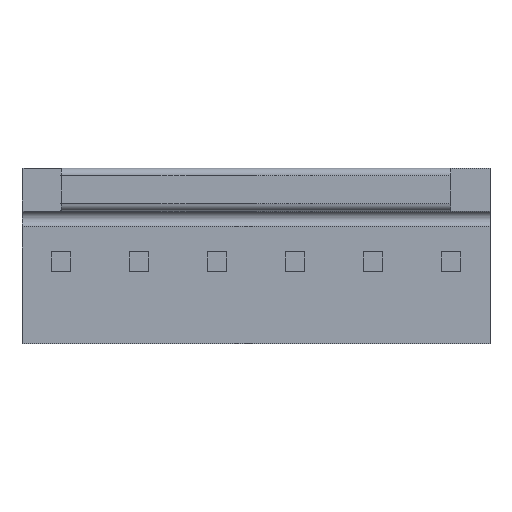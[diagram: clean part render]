
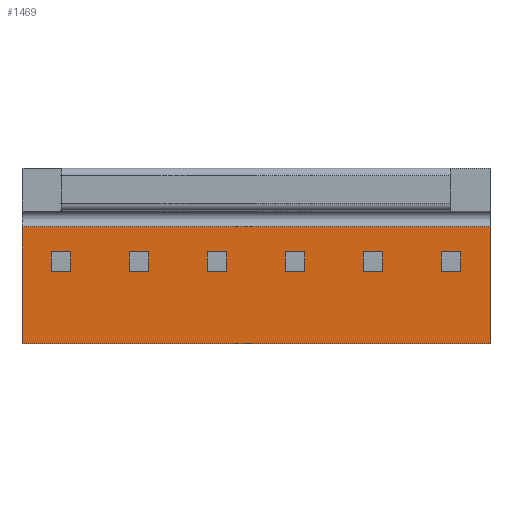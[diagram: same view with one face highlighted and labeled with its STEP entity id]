
A CAD part, top view. The second image highlights one B-rep face of the part: STEP entity #1469.
In plain terms, the highlighted planar face has unit normal (0, 0, 1).
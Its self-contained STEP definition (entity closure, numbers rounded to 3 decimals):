
#143=DIRECTION('',(0.,-1.,0.));
#144=VECTOR('',#143,3.81);
#145=CARTESIAN_POINT('',(-7.62,1.143,0.));
#146=LINE('',#145,#144);
#321=DIRECTION('',(1.,0.,0.));
#322=VECTOR('',#321,15.24);
#323=CARTESIAN_POINT('',(-7.62,-2.667,0.));
#324=LINE('',#323,#322);
#325=DIRECTION('',(1.,0.,0.));
#326=VECTOR('',#325,15.24);
#327=CARTESIAN_POINT('',(-7.62,1.143,0.));
#328=LINE('',#327,#326);
#329=DIRECTION('',(1.,0.,0.));
#330=VECTOR('',#329,0.622);
#331=CARTESIAN_POINT('',(6.039,0.311,0.));
#332=LINE('',#331,#330);
#333=DIRECTION('',(0.,-1.,0.));
#334=VECTOR('',#333,0.622);
#335=CARTESIAN_POINT('',(6.039,0.311,0.));
#336=LINE('',#335,#334);
#337=DIRECTION('',(1.,0.,0.));
#338=VECTOR('',#337,0.622);
#339=CARTESIAN_POINT('',(6.039,-0.311,0.));
#340=LINE('',#339,#338);
#341=DIRECTION('',(0.,-1.,0.));
#342=VECTOR('',#341,0.622);
#343=CARTESIAN_POINT('',(6.661,0.311,0.));
#344=LINE('',#343,#342);
#345=DIRECTION('',(1.,0.,0.));
#346=VECTOR('',#345,0.622);
#347=CARTESIAN_POINT('',(3.499,0.311,0.));
#348=LINE('',#347,#346);
#349=DIRECTION('',(0.,-1.,0.));
#350=VECTOR('',#349,0.622);
#351=CARTESIAN_POINT('',(3.499,0.311,0.));
#352=LINE('',#351,#350);
#353=DIRECTION('',(1.,0.,0.));
#354=VECTOR('',#353,0.622);
#355=CARTESIAN_POINT('',(3.499,-0.311,0.));
#356=LINE('',#355,#354);
#357=DIRECTION('',(0.,-1.,0.));
#358=VECTOR('',#357,0.622);
#359=CARTESIAN_POINT('',(4.121,0.311,0.));
#360=LINE('',#359,#358);
#361=DIRECTION('',(1.,0.,0.));
#362=VECTOR('',#361,0.622);
#363=CARTESIAN_POINT('',(0.959,0.311,0.));
#364=LINE('',#363,#362);
#365=DIRECTION('',(0.,-1.,0.));
#366=VECTOR('',#365,0.622);
#367=CARTESIAN_POINT('',(0.959,0.311,0.));
#368=LINE('',#367,#366);
#369=DIRECTION('',(1.,0.,0.));
#370=VECTOR('',#369,0.622);
#371=CARTESIAN_POINT('',(0.959,-0.311,0.));
#372=LINE('',#371,#370);
#373=DIRECTION('',(0.,-1.,0.));
#374=VECTOR('',#373,0.622);
#375=CARTESIAN_POINT('',(1.581,0.311,0.));
#376=LINE('',#375,#374);
#377=DIRECTION('',(1.,0.,0.));
#378=VECTOR('',#377,0.622);
#379=CARTESIAN_POINT('',(-1.581,0.311,0.));
#380=LINE('',#379,#378);
#381=DIRECTION('',(0.,-1.,0.));
#382=VECTOR('',#381,0.622);
#383=CARTESIAN_POINT('',(-1.581,0.311,0.));
#384=LINE('',#383,#382);
#385=DIRECTION('',(1.,0.,0.));
#386=VECTOR('',#385,0.622);
#387=CARTESIAN_POINT('',(-1.581,-0.311,0.));
#388=LINE('',#387,#386);
#389=DIRECTION('',(0.,-1.,0.));
#390=VECTOR('',#389,0.622);
#391=CARTESIAN_POINT('',(-0.959,0.311,0.));
#392=LINE('',#391,#390);
#393=DIRECTION('',(1.,0.,0.));
#394=VECTOR('',#393,0.622);
#395=CARTESIAN_POINT('',(-4.121,0.311,0.));
#396=LINE('',#395,#394);
#397=DIRECTION('',(0.,-1.,0.));
#398=VECTOR('',#397,0.622);
#399=CARTESIAN_POINT('',(-4.121,0.311,0.));
#400=LINE('',#399,#398);
#401=DIRECTION('',(1.,0.,0.));
#402=VECTOR('',#401,0.622);
#403=CARTESIAN_POINT('',(-4.121,-0.311,0.));
#404=LINE('',#403,#402);
#405=DIRECTION('',(0.,-1.,0.));
#406=VECTOR('',#405,0.622);
#407=CARTESIAN_POINT('',(-3.499,0.311,0.));
#408=LINE('',#407,#406);
#409=DIRECTION('',(1.,0.,0.));
#410=VECTOR('',#409,0.622);
#411=CARTESIAN_POINT('',(-6.661,0.311,0.));
#412=LINE('',#411,#410);
#413=DIRECTION('',(0.,-1.,0.));
#414=VECTOR('',#413,0.622);
#415=CARTESIAN_POINT('',(-6.661,0.311,0.));
#416=LINE('',#415,#414);
#417=DIRECTION('',(1.,0.,0.));
#418=VECTOR('',#417,0.622);
#419=CARTESIAN_POINT('',(-6.661,-0.311,0.));
#420=LINE('',#419,#418);
#421=DIRECTION('',(0.,-1.,0.));
#422=VECTOR('',#421,0.622);
#423=CARTESIAN_POINT('',(-6.039,0.311,0.));
#424=LINE('',#423,#422);
#523=DIRECTION('',(0.,-1.,0.));
#524=VECTOR('',#523,3.81);
#525=CARTESIAN_POINT('',(7.62,1.143,0.));
#526=LINE('',#525,#524);
#916=CARTESIAN_POINT('',(-7.62,-2.667,0.));
#918=VERTEX_POINT('',#916);
#920=CARTESIAN_POINT('',(-7.62,1.143,0.));
#921=VERTEX_POINT('',#920);
#922=CARTESIAN_POINT('',(7.62,-2.667,0.));
#924=VERTEX_POINT('',#922);
#926=CARTESIAN_POINT('',(7.62,1.143,0.));
#927=VERTEX_POINT('',#926);
#996=CARTESIAN_POINT('',(6.039,0.311,0.));
#997=CARTESIAN_POINT('',(6.661,0.311,0.));
#998=VERTEX_POINT('',#996);
#999=VERTEX_POINT('',#997);
#1000=CARTESIAN_POINT('',(6.039,-0.311,0.));
#1001=CARTESIAN_POINT('',(6.661,-0.311,0.));
#1002=VERTEX_POINT('',#1000);
#1003=VERTEX_POINT('',#1001);
#1028=CARTESIAN_POINT('',(3.499,0.311,0.));
#1029=CARTESIAN_POINT('',(4.121,0.311,0.));
#1030=VERTEX_POINT('',#1028);
#1031=VERTEX_POINT('',#1029);
#1032=CARTESIAN_POINT('',(3.499,-0.311,0.));
#1033=CARTESIAN_POINT('',(4.121,-0.311,0.));
#1034=VERTEX_POINT('',#1032);
#1035=VERTEX_POINT('',#1033);
#1060=CARTESIAN_POINT('',(0.959,0.311,0.));
#1061=CARTESIAN_POINT('',(1.581,0.311,0.));
#1062=VERTEX_POINT('',#1060);
#1063=VERTEX_POINT('',#1061);
#1064=CARTESIAN_POINT('',(0.959,-0.311,0.));
#1065=CARTESIAN_POINT('',(1.581,-0.311,0.));
#1066=VERTEX_POINT('',#1064);
#1067=VERTEX_POINT('',#1065);
#1092=CARTESIAN_POINT('',(-1.581,0.311,0.));
#1093=CARTESIAN_POINT('',(-0.959,0.311,0.));
#1094=VERTEX_POINT('',#1092);
#1095=VERTEX_POINT('',#1093);
#1096=CARTESIAN_POINT('',(-1.581,-0.311,0.));
#1097=CARTESIAN_POINT('',(-0.959,-0.311,0.));
#1098=VERTEX_POINT('',#1096);
#1099=VERTEX_POINT('',#1097);
#1124=CARTESIAN_POINT('',(-4.121,0.311,0.));
#1125=CARTESIAN_POINT('',(-3.499,0.311,0.));
#1126=VERTEX_POINT('',#1124);
#1127=VERTEX_POINT('',#1125);
#1128=CARTESIAN_POINT('',(-4.121,-0.311,0.));
#1129=CARTESIAN_POINT('',(-3.499,-0.311,0.));
#1130=VERTEX_POINT('',#1128);
#1131=VERTEX_POINT('',#1129);
#1156=CARTESIAN_POINT('',(-6.661,0.311,0.));
#1157=CARTESIAN_POINT('',(-6.039,0.311,0.));
#1158=VERTEX_POINT('',#1156);
#1159=VERTEX_POINT('',#1157);
#1160=CARTESIAN_POINT('',(-6.661,-0.311,0.));
#1161=CARTESIAN_POINT('',(-6.039,-0.311,0.));
#1162=VERTEX_POINT('',#1160);
#1163=VERTEX_POINT('',#1161);
#1396=CARTESIAN_POINT('',(-7.62,1.143,0.));
#1397=DIRECTION('',(0.,0.,1.));
#1398=DIRECTION('',(0.,-1.,0.));
#1399=AXIS2_PLACEMENT_3D('',#1396,#1397,#1398);
#1400=PLANE('',#1399);
#1401=ORIENTED_EDGE('',*,*,#1181,.F.);
#1403=ORIENTED_EDGE('',*,*,#1402,.T.);
#1405=ORIENTED_EDGE('',*,*,#1404,.T.);
#1406=ORIENTED_EDGE('',*,*,#1388,.F.);
#1407=EDGE_LOOP('',(#1401,#1403,#1405,#1406));
#1408=FACE_OUTER_BOUND('',#1407,.F.);
#1410=ORIENTED_EDGE('',*,*,#1409,.F.);
#1412=ORIENTED_EDGE('',*,*,#1411,.T.);
#1414=ORIENTED_EDGE('',*,*,#1413,.T.);
#1416=ORIENTED_EDGE('',*,*,#1415,.F.);
#1417=EDGE_LOOP('',(#1410,#1412,#1414,#1416));
#1418=FACE_BOUND('',#1417,.F.);
#1420=ORIENTED_EDGE('',*,*,#1419,.F.);
#1422=ORIENTED_EDGE('',*,*,#1421,.T.);
#1424=ORIENTED_EDGE('',*,*,#1423,.T.);
#1426=ORIENTED_EDGE('',*,*,#1425,.F.);
#1427=EDGE_LOOP('',(#1420,#1422,#1424,#1426));
#1428=FACE_BOUND('',#1427,.F.);
#1430=ORIENTED_EDGE('',*,*,#1429,.F.);
#1432=ORIENTED_EDGE('',*,*,#1431,.T.);
#1434=ORIENTED_EDGE('',*,*,#1433,.T.);
#1436=ORIENTED_EDGE('',*,*,#1435,.F.);
#1437=EDGE_LOOP('',(#1430,#1432,#1434,#1436));
#1438=FACE_BOUND('',#1437,.F.);
#1440=ORIENTED_EDGE('',*,*,#1439,.F.);
#1442=ORIENTED_EDGE('',*,*,#1441,.T.);
#1444=ORIENTED_EDGE('',*,*,#1443,.T.);
#1446=ORIENTED_EDGE('',*,*,#1445,.F.);
#1447=EDGE_LOOP('',(#1440,#1442,#1444,#1446));
#1448=FACE_BOUND('',#1447,.F.);
#1450=ORIENTED_EDGE('',*,*,#1449,.F.);
#1452=ORIENTED_EDGE('',*,*,#1451,.T.);
#1454=ORIENTED_EDGE('',*,*,#1453,.T.);
#1456=ORIENTED_EDGE('',*,*,#1455,.F.);
#1457=EDGE_LOOP('',(#1450,#1452,#1454,#1456));
#1458=FACE_BOUND('',#1457,.F.);
#1460=ORIENTED_EDGE('',*,*,#1459,.F.);
#1462=ORIENTED_EDGE('',*,*,#1461,.T.);
#1464=ORIENTED_EDGE('',*,*,#1463,.T.);
#1466=ORIENTED_EDGE('',*,*,#1465,.F.);
#1467=EDGE_LOOP('',(#1460,#1462,#1464,#1466));
#1468=FACE_BOUND('',#1467,.F.);
#1181=EDGE_CURVE('',#921,#918,#146,.T.);
#1388=EDGE_CURVE('',#918,#924,#324,.T.);
#1402=EDGE_CURVE('',#921,#927,#328,.T.);
#1404=EDGE_CURVE('',#927,#924,#526,.T.);
#1409=EDGE_CURVE('',#998,#999,#332,.T.);
#1411=EDGE_CURVE('',#998,#1002,#336,.T.);
#1413=EDGE_CURVE('',#1002,#1003,#340,.T.);
#1415=EDGE_CURVE('',#999,#1003,#344,.T.);
#1419=EDGE_CURVE('',#1030,#1031,#348,.T.);
#1421=EDGE_CURVE('',#1030,#1034,#352,.T.);
#1423=EDGE_CURVE('',#1034,#1035,#356,.T.);
#1425=EDGE_CURVE('',#1031,#1035,#360,.T.);
#1429=EDGE_CURVE('',#1062,#1063,#364,.T.);
#1431=EDGE_CURVE('',#1062,#1066,#368,.T.);
#1433=EDGE_CURVE('',#1066,#1067,#372,.T.);
#1435=EDGE_CURVE('',#1063,#1067,#376,.T.);
#1439=EDGE_CURVE('',#1094,#1095,#380,.T.);
#1441=EDGE_CURVE('',#1094,#1098,#384,.T.);
#1443=EDGE_CURVE('',#1098,#1099,#388,.T.);
#1445=EDGE_CURVE('',#1095,#1099,#392,.T.);
#1449=EDGE_CURVE('',#1126,#1127,#396,.T.);
#1451=EDGE_CURVE('',#1126,#1130,#400,.T.);
#1453=EDGE_CURVE('',#1130,#1131,#404,.T.);
#1455=EDGE_CURVE('',#1127,#1131,#408,.T.);
#1459=EDGE_CURVE('',#1158,#1159,#412,.T.);
#1461=EDGE_CURVE('',#1158,#1162,#416,.T.);
#1463=EDGE_CURVE('',#1162,#1163,#420,.T.);
#1465=EDGE_CURVE('',#1159,#1163,#424,.T.);
#1469=ADVANCED_FACE('',(#1408,#1418,#1428,#1438,#1448,#1458,#1468),#1400,.T.);
